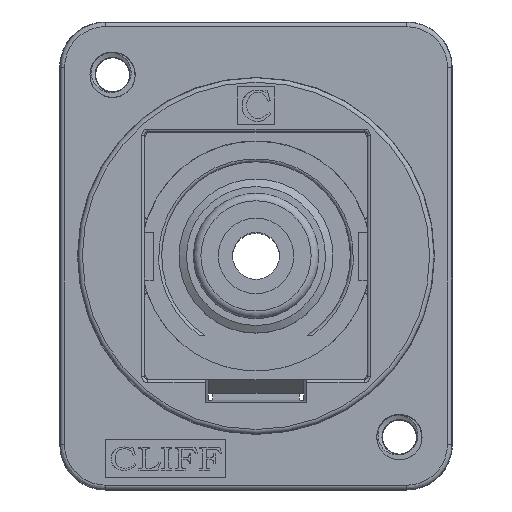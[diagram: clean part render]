
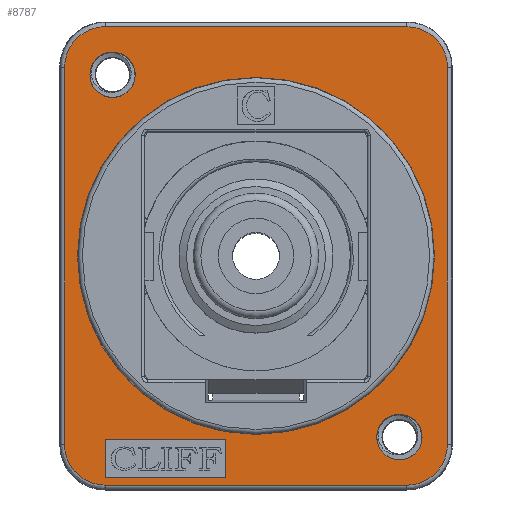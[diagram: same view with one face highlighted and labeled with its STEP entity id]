
A CAD part, top view. The second image highlights one B-rep face of the part: STEP entity #8787.
In plain terms, the highlighted planar face has unit normal (0, 0, 1).
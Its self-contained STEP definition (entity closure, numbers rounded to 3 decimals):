
#132=ELLIPSE('',#9377,2.7,2.7);
#133=ELLIPSE('',#9378,2.7,2.7);
#134=ELLIPSE('',#9379,2.7,2.7);
#135=ELLIPSE('',#9380,2.7,2.7);
#387=FACE_BOUND('',#1481,.T.);
#388=FACE_BOUND('',#1482,.T.);
#389=FACE_BOUND('',#1483,.T.);
#390=FACE_BOUND('',#1484,.T.);
#633=PLANE('',#9376);
#1025=FACE_OUTER_BOUND('',#1480,.T.);
#1480=EDGE_LOOP('',(#7604,#7605,#7606,#7607,#7608,#7609,#7610,#7611));
#1481=EDGE_LOOP('',(#7612));
#1482=EDGE_LOOP('',(#7613));
#1483=EDGE_LOOP('',(#7614,#7615,#7616,#7617));
#1484=EDGE_LOOP('',(#7618));
#2303=LINE('',#15142,#3122);
#2307=LINE('',#15150,#3126);
#2310=LINE('',#15156,#3129);
#2313=LINE('',#15161,#3132);
#2334=LINE('',#15240,#3153);
#2335=LINE('',#15244,#3154);
#2336=LINE('',#15248,#3155);
#2337=LINE('',#15251,#3156);
#3122=VECTOR('',#11163,2.5);
#3126=VECTOR('',#11169,8.);
#3129=VECTOR('',#11174,2.5);
#3132=VECTOR('',#11179,8.);
#3153=VECTOR('',#11252,24.965);
#3154=VECTOR('',#11255,19.965);
#3155=VECTOR('',#11258,24.965);
#3156=VECTOR('',#11261,19.965);
#3183=CIRCLE('',#8870,1.5);
#3185=CIRCLE('',#8873,1.5);
#3295=CIRCLE('',#9180,11.823);
#3356=VERTEX_POINT('',#11409);
#3358=VERTEX_POINT('',#11415);
#3779=VERTEX_POINT('',#13174);
#4071=VERTEX_POINT('',#15140);
#4072=VERTEX_POINT('',#15141);
#4075=VERTEX_POINT('',#15149);
#4077=VERTEX_POINT('',#15155);
#4095=VERTEX_POINT('',#15236);
#4096=VERTEX_POINT('',#15237);
#4097=VERTEX_POINT('',#15239);
#4098=VERTEX_POINT('',#15241);
#4099=VERTEX_POINT('',#15243);
#4100=VERTEX_POINT('',#15245);
#4101=VERTEX_POINT('',#15247);
#4102=VERTEX_POINT('',#15249);
#4165=EDGE_CURVE('',#3356,#3356,#3183,.T.);
#4168=EDGE_CURVE('',#3358,#3358,#3185,.T.);
#4775=EDGE_CURVE('',#3779,#3779,#3295,.T.);
#5249=EDGE_CURVE('',#4071,#4072,#2303,.T.);
#5253=EDGE_CURVE('',#4075,#4071,#2307,.T.);
#5256=EDGE_CURVE('',#4077,#4075,#2310,.T.);
#5259=EDGE_CURVE('',#4072,#4077,#2313,.T.);
#5293=EDGE_CURVE('',#4095,#4096,#132,.T.);
#5294=EDGE_CURVE('',#4097,#4095,#2334,.T.);
#5295=EDGE_CURVE('',#4098,#4097,#133,.T.);
#5296=EDGE_CURVE('',#4099,#4098,#2335,.T.);
#5297=EDGE_CURVE('',#4100,#4099,#134,.T.);
#5298=EDGE_CURVE('',#4101,#4100,#2336,.T.);
#5299=EDGE_CURVE('',#4102,#4101,#135,.T.);
#5300=EDGE_CURVE('',#4096,#4102,#2337,.T.);
#7604=ORIENTED_EDGE('',*,*,#5293,.F.);
#7605=ORIENTED_EDGE('',*,*,#5294,.F.);
#7606=ORIENTED_EDGE('',*,*,#5295,.F.);
#7607=ORIENTED_EDGE('',*,*,#5296,.F.);
#7608=ORIENTED_EDGE('',*,*,#5297,.F.);
#7609=ORIENTED_EDGE('',*,*,#5298,.F.);
#7610=ORIENTED_EDGE('',*,*,#5299,.F.);
#7611=ORIENTED_EDGE('',*,*,#5300,.F.);
#7612=ORIENTED_EDGE('',*,*,#4165,.T.);
#7613=ORIENTED_EDGE('',*,*,#4168,.T.);
#7614=ORIENTED_EDGE('',*,*,#5249,.T.);
#7615=ORIENTED_EDGE('',*,*,#5259,.T.);
#7616=ORIENTED_EDGE('',*,*,#5256,.T.);
#7617=ORIENTED_EDGE('',*,*,#5253,.T.);
#7618=ORIENTED_EDGE('',*,*,#4775,.T.);
#8787=ADVANCED_FACE('',(#1025,#387,#388,#389,#390),#633,.T.);
#8870=AXIS2_PLACEMENT_3D('',#11411,#9447,#9448);
#8873=AXIS2_PLACEMENT_3D('',#11417,#9454,#9455);
#9180=AXIS2_PLACEMENT_3D('',#13175,#10497,#10498);
#9376=AXIS2_PLACEMENT_3D('',#15235,#11248,#11249);
#9377=AXIS2_PLACEMENT_3D('',#15238,#11250,#11251);
#9378=AXIS2_PLACEMENT_3D('',#15242,#11253,#11254);
#9379=AXIS2_PLACEMENT_3D('',#15246,#11256,#11257);
#9380=AXIS2_PLACEMENT_3D('',#15250,#11259,#11260);
#9447=DIRECTION('center_axis',(0.,0.,
-1.));
#9448=DIRECTION('ref_axis',(-1.,0.,0.));
#9454=DIRECTION('center_axis',(0.,0.,
-1.));
#9455=DIRECTION('ref_axis',(-1.,0.,0.));
#10497=DIRECTION('center_axis',(0.,0.,
-1.));
#10498=DIRECTION('ref_axis',(-1.,0.,0.));
#11163=DIRECTION('',(0.,1.,0.));
#11169=DIRECTION('',(-1.,0.,0.));
#11174=DIRECTION('',(0.,-1.,0.));
#11179=DIRECTION('',(1.,0.,0.));
#11248=DIRECTION('center_axis',(0.,0.,
1.));
#11249=DIRECTION('ref_axis',(1.,0.,0.));
#11250=DIRECTION('center_axis',(0.,0.,
-1.));
#11251=DIRECTION('ref_axis',(-0.707,0.707,0.));
#11252=DIRECTION('',(0.,1.,0.));
#11253=DIRECTION('center_axis',(0.,0.,
-1.));
#11254=DIRECTION('ref_axis',(-0.707,-0.707,0.));
#11255=DIRECTION('',(-1.,0.,0.));
#11256=DIRECTION('center_axis',(0.,0.,
-1.));
#11257=DIRECTION('ref_axis',(0.707,-0.707,0.));
#11258=DIRECTION('',(0.,-1.,0.));
#11259=DIRECTION('center_axis',(0.,0.,
-1.));
#11260=DIRECTION('ref_axis',(0.707,0.707,0.));
#11261=DIRECTION('',(1.,0.,0.));
#11409=CARTESIAN_POINT('',(11.,-12.,2.3));
#11411=CARTESIAN_POINT('Origin',(9.5,-12.,2.3));
#11415=CARTESIAN_POINT('',(-8.,12.,2.3));
#11417=CARTESIAN_POINT('Origin',(-9.5,12.,2.3));
#13174=CARTESIAN_POINT('',(11.823,0.,2.3));
#13175=CARTESIAN_POINT('Origin',(0.,0.,
2.3));
#15140=CARTESIAN_POINT('',(-10.,-14.683,2.3));
#15141=CARTESIAN_POINT('',(-10.,-12.183,2.3));
#15142=CARTESIAN_POINT('',(-10.,-7.341,2.3));
#15149=CARTESIAN_POINT('',(-2.,-14.683,2.3));
#15150=CARTESIAN_POINT('',(-1.,-14.683,2.3));
#15155=CARTESIAN_POINT('',(-2.,-12.183,2.3));
#15156=CARTESIAN_POINT('',(-2.,-6.091,2.3));
#15161=CARTESIAN_POINT('',(-5.,-12.183,2.3));
#15235=CARTESIAN_POINT('Origin',(0.,0.,
2.3));
#15236=CARTESIAN_POINT('',(-12.683,12.483,2.3));
#15237=CARTESIAN_POINT('',(-9.983,15.183,2.3));
#15238=CARTESIAN_POINT('Origin',(-9.982,12.482,2.3));
#15239=CARTESIAN_POINT('',(-12.683,-12.483,2.3));
#15240=CARTESIAN_POINT('',(-12.683,-7.75,2.3));
#15241=CARTESIAN_POINT('',(-9.983,-15.183,2.3));
#15242=CARTESIAN_POINT('Origin',(-9.982,-12.482,2.3));
#15243=CARTESIAN_POINT('',(9.983,-15.183,2.3));
#15244=CARTESIAN_POINT('',(6.5,-15.183,2.3));
#15245=CARTESIAN_POINT('',(12.683,-12.483,2.3));
#15246=CARTESIAN_POINT('Origin',(9.982,-12.482,2.3));
#15247=CARTESIAN_POINT('',(12.683,12.483,2.3));
#15248=CARTESIAN_POINT('',(12.683,7.75,2.3));
#15249=CARTESIAN_POINT('',(9.983,15.183,2.3));
#15250=CARTESIAN_POINT('Origin',(9.982,12.482,2.3));
#15251=CARTESIAN_POINT('',(-6.5,15.183,2.3));
